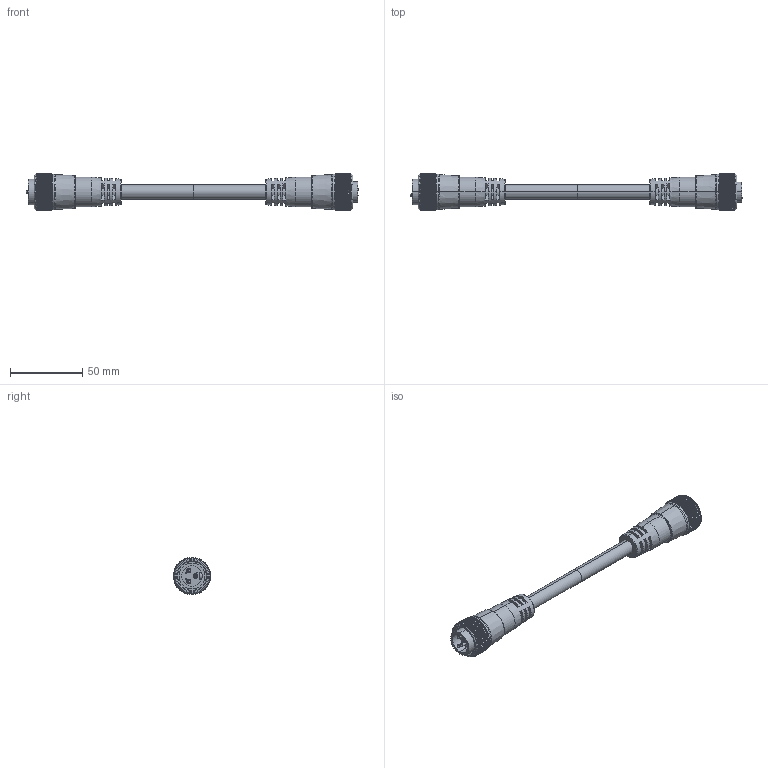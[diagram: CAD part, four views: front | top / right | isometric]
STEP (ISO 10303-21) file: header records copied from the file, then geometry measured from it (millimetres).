
FILE_DESCRIPTION (( 'STEP AP214' ), '1' );
FILE_NAME ('ZP-S1-3MFP-4M.step', '2016-03-08T22:10:00', ( '' ), ( '' ), 'SwSTEP 2.0', 'SolidWorks 2015', '' );
FILE_SCHEMA (( 'AUTOMOTIVE_DESIGN' ));
Length unit declared in the file: millimetre
Products named in the file (1): ZP-S1-3MFP-4M
Bounding box: 229.66 x 25.83 x 25.84 mm (x, y, z)
Volume: 50807.7 mm3; surface area: 23332.6 mm2
Topology: 7 solids, 7 shells, 1099 faces, 3104 edges, 2051 vertices
Faces by surface type: cylinder 618, plane 389, bspline 40, cone 34, torus 12, sphere 6
Entity records: 41353 total; most frequent: CARTESIAN_POINT 14352, ORIENTED_EDGE 6184, DIRECTION 4343, EDGE_CURVE 3092, VERTEX_POINT 2045, AXIS2_PLACEMENT_3D 1596, B_SPLINE_CURVE_WITH_KNOTS 1405, VECTOR 1151
